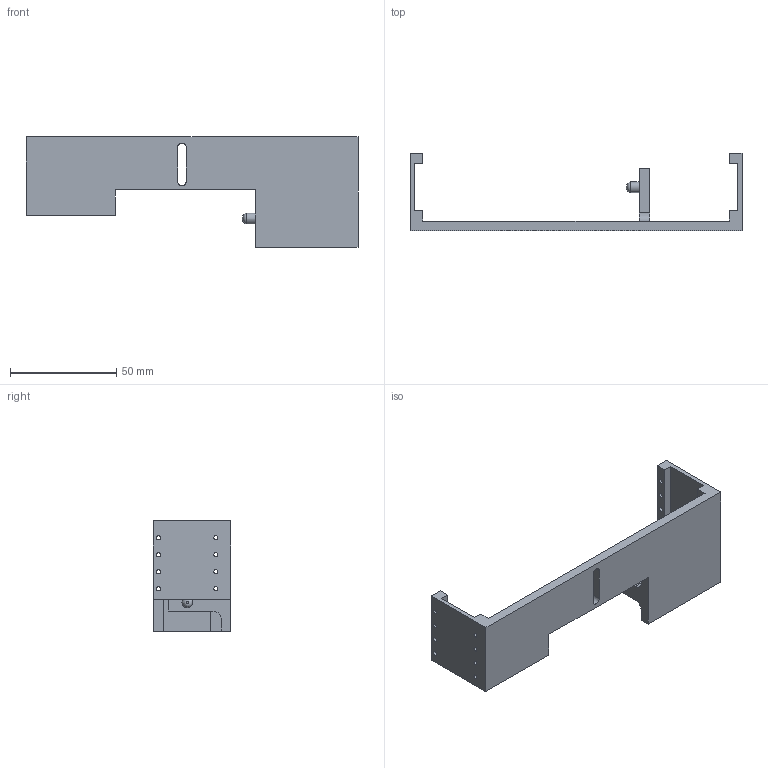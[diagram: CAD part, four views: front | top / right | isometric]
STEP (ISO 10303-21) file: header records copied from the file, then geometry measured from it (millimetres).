
FILE_DESCRIPTION(/* description */ (''),/* implementation_level */ '2;1');
FILE_NAME(/* name */ 'Motor case 2 v24.step',/* time_stamp */ '2020-09-20T18:18:11-04:00',/* author */ (''),/* organization */ (''),/* preprocessor_version */ 'ST-DEVELOPER v18.1',/* originating_system */ 'Autodesk Translation Framework v9.3.0.1241',/* authorisation */ '');
FILE_SCHEMA (('AUTOMOTIVE_DESIGN { 1 0 10303 214 3 1 1 }'));
Length unit declared in the file: millimetre
Products named in the file (1): Motor case 2
Bounding box: 156.5 x 36.5 x 52 mm (x, y, z)
Volume: 35517.6 mm3; surface area: 21536.2 mm2
Topology: 1 solids, 1 shells, 51 faces, 144 edges, 96 vertices
Faces by surface type: plane 29, cylinder 21, bspline 1
Full cylindrical faces by diameter (mm): 2 x16, 5 x1
Entity records: 1786 total; most frequent: CARTESIAN_POINT 318, DIRECTION 291, ORIENTED_EDGE 288, EDGE_CURVE 144, LINE 99, VECTOR 99, VERTEX_POINT 96, AXIS2_PLACEMENT_3D 96
